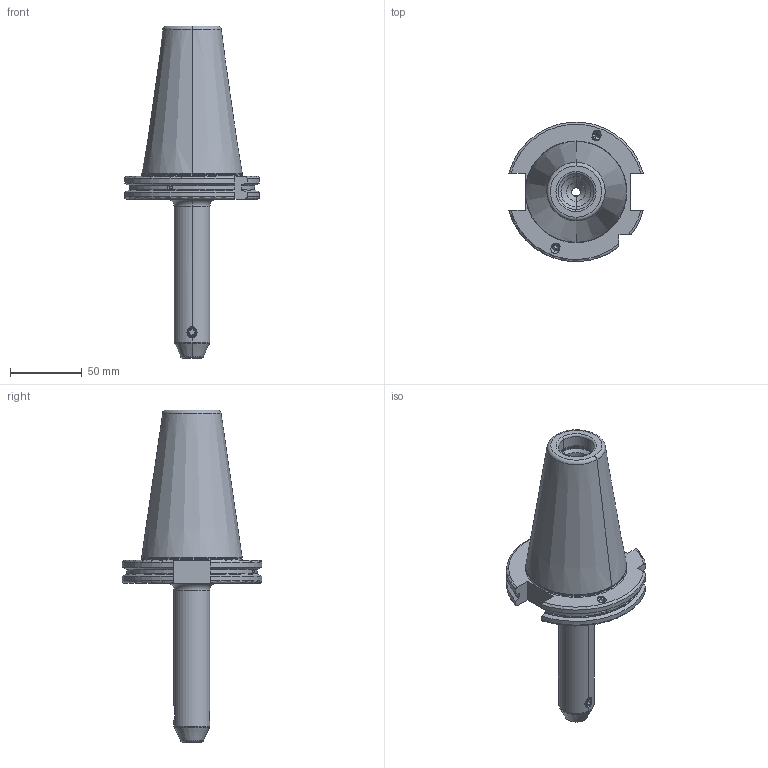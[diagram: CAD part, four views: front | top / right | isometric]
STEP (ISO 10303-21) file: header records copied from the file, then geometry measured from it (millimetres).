
FILE_DESCRIPTION((''),'2;1');
FILE_NAME('503_04_06_130','2021-03-30T',('103090'),(''),'CREO PARAMETRIC BY PTC INC, 2016260','CREO PARAMETRIC BY PTC INC, 2016260','');
FILE_SCHEMA(('CONFIG_CONTROL_DESIGN'));
Length unit declared in the file: millimetre
Products named in the file (1): 503_04_06_130
Bounding box: 94.05 x 97.31 x 231.75 mm (x, y, z)
Volume: 362655.8 mm3; surface area: 56119.3 mm2
Topology: 1 solids, 1 shells, 187 faces, 465 edges, 281 vertices
Faces by surface type: cylinder 53, plane 50, cone 48, torus 34, sphere 2
Entity records: 6129 total; most frequent: CARTESIAN_POINT 1726, DIRECTION 926, ORIENTED_EDGE 908, EDGE_CURVE 454, AXIS2_PLACEMENT_3D 369, VERTEX_POINT 275, EDGE_LOOP 199, VECTOR 188
